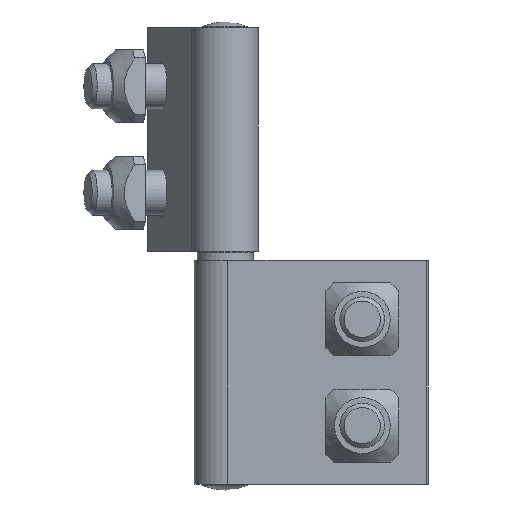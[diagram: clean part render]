
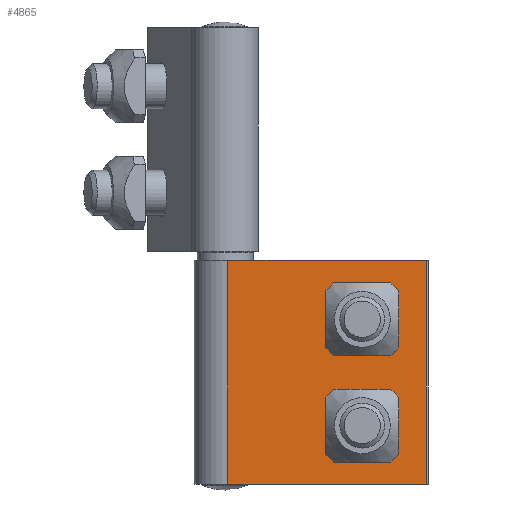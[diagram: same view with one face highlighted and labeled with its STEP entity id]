
A CAD part, front view. The second image highlights one B-rep face of the part: STEP entity #4865.
In plain terms, the highlighted planar face has unit normal (0, -1, 0).
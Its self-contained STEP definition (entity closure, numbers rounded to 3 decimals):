
#112=FACE_BOUND('',#758,.T.);
#113=FACE_BOUND('',#759,.T.);
#204=PLANE('',#5432);
#471=FACE_OUTER_BOUND('',#757,.T.);
#757=EDGE_LOOP('',(#3794,#3795,#3796,#3797));
#758=EDGE_LOOP('',(#3798));
#759=EDGE_LOOP('',(#3799));
#1091=LINE('',#7811,#1553);
#1128=LINE('',#7937,#1590);
#1129=LINE('',#7940,#1591);
#1130=LINE('',#7941,#1592);
#1553=VECTOR('',#6197,10.);
#1590=VECTOR('',#6332,10.);
#1591=VECTOR('',#6335,10.);
#1592=VECTOR('',#6336,10.);
#1934=CIRCLE('',#5363,4.25);
#1938=CIRCLE('',#5372,4.25);
#2231=VERTEX_POINT('',#7753);
#2239=VERTEX_POINT('',#7771);
#2251=VERTEX_POINT('',#7809);
#2252=VERTEX_POINT('',#7810);
#2292=VERTEX_POINT('',#7935);
#2293=VERTEX_POINT('',#7939);
#2742=EDGE_CURVE('',#2231,#2231,#1934,.T.);
#2751=EDGE_CURVE('',#2239,#2239,#1938,.T.);
#2770=EDGE_CURVE('',#2251,#2252,#1091,.T.);
#2834=EDGE_CURVE('',#2292,#2252,#1128,.T.);
#2835=EDGE_CURVE('',#2292,#2293,#1129,.T.);
#2836=EDGE_CURVE('',#2293,#2251,#1130,.T.);
#3794=ORIENTED_EDGE('',*,*,#2835,.T.);
#3795=ORIENTED_EDGE('',*,*,#2836,.T.);
#3796=ORIENTED_EDGE('',*,*,#2770,.T.);
#3797=ORIENTED_EDGE('',*,*,#2834,.F.);
#3798=ORIENTED_EDGE('',*,*,#2742,.T.);
#3799=ORIENTED_EDGE('',*,*,#2751,.T.);
#4865=ADVANCED_FACE('',(#471,#112,#113),#204,.T.);
#5363=AXIS2_PLACEMENT_3D('',#7755,#6142,#6143);
#5372=AXIS2_PLACEMENT_3D('',#7773,#6161,#6162);
#5432=AXIS2_PLACEMENT_3D('',#7938,#6333,#6334);
#6142=DIRECTION('center_axis',(0.,1.,0.));
#6143=DIRECTION('ref_axis',(1.,0.,0.));
#6161=DIRECTION('center_axis',(0.,1.,0.));
#6162=DIRECTION('ref_axis',(1.,0.,0.));
#6197=DIRECTION('',(1.,0.,0.));
#6332=DIRECTION('',(0.,0.,-1.));
#6333=DIRECTION('center_axis',(0.,-1.,0.));
#6334=DIRECTION('ref_axis',(0.,0.,-1.));
#6335=DIRECTION('',(-1.,0.,0.));
#6336=DIRECTION('',(0.,0.,-1.));
#7753=CARTESIAN_POINT('',(-4.25,-1.5,9.5));
#7755=CARTESIAN_POINT('Origin',(0.,-1.5,
9.5));
#7771=CARTESIAN_POINT('',(-4.25,-1.5,-9.5));
#7773=CARTESIAN_POINT('Origin',(0.,-1.5,
-9.5));
#7809=CARTESIAN_POINT('',(-24.,-1.5,-20.));
#7810=CARTESIAN_POINT('',(11.45,-1.5,-20.));
#7811=CARTESIAN_POINT('',(11.45,-1.5,-20.));
#7935=CARTESIAN_POINT('',(11.45,-1.5,20.));
#7937=CARTESIAN_POINT('',(11.45,-1.5,0.));
#7938=CARTESIAN_POINT('Origin',(11.45,-1.5,0.));
#7939=CARTESIAN_POINT('',(-24.,-1.5,20.));
#7940=CARTESIAN_POINT('',(-4.4,-1.5,20.));
#7941=CARTESIAN_POINT('',(-24.,-1.5,0.));
